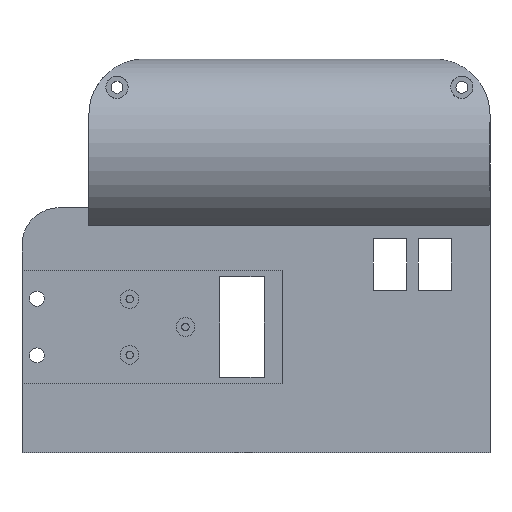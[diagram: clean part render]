
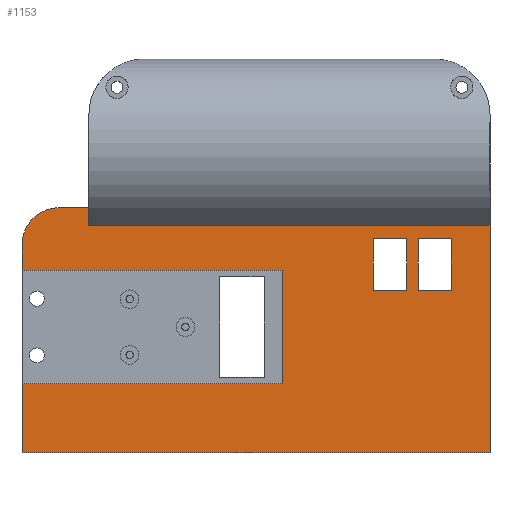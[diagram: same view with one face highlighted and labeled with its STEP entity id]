
A CAD part, front view. The second image highlights one B-rep face of the part: STEP entity #1153.
In plain terms, the highlighted planar face has unit normal (0, -1, 0).
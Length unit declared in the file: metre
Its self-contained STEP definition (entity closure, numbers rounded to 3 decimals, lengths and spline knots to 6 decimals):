
#72=CIRCLE('',#1257,0.01);
#166=ORIENTED_EDGE('',*,*,#451,.T.);
#167=ORIENTED_EDGE('',*,*,#459,.T.);
#168=ORIENTED_EDGE('',*,*,#456,.F.);
#169=ORIENTED_EDGE('',*,*,#453,.F.);
#170=ORIENTED_EDGE('',*,*,#472,.F.);
#171=ORIENTED_EDGE('',*,*,#473,.T.);
#172=ORIENTED_EDGE('',*,*,#474,.F.);
#173=ORIENTED_EDGE('',*,*,#475,.F.);
#174=ORIENTED_EDGE('',*,*,#476,.F.);
#175=ORIENTED_EDGE('',*,*,#477,.T.);
#176=ORIENTED_EDGE('',*,*,#478,.T.);
#177=ORIENTED_EDGE('',*,*,#479,.F.);
#178=ORIENTED_EDGE('',*,*,#480,.T.);
#179=ORIENTED_EDGE('',*,*,#481,.T.);
#180=ORIENTED_EDGE('',*,*,#482,.T.);
#181=ORIENTED_EDGE('',*,*,#463,.T.);
#182=ORIENTED_EDGE('',*,*,#471,.T.);
#183=ORIENTED_EDGE('',*,*,#468,.F.);
#184=ORIENTED_EDGE('',*,*,#465,.F.);
#451=EDGE_CURVE('',#606,#608,#701,.T.);
#453=EDGE_CURVE('',#606,#610,#703,.T.);
#456=EDGE_CURVE('',#610,#612,#706,.T.);
#459=EDGE_CURVE('',#608,#612,#709,.T.);
#463=EDGE_CURVE('',#614,#616,#713,.T.);
#465=EDGE_CURVE('',#614,#618,#715,.T.);
#468=EDGE_CURVE('',#618,#620,#718,.T.);
#471=EDGE_CURVE('',#616,#620,#721,.T.);
#472=EDGE_CURVE('',#621,#622,#722,.T.);
#473=EDGE_CURVE('',#621,#623,#723,.T.);
#474=EDGE_CURVE('',#624,#623,#724,.T.);
#475=EDGE_CURVE('',#625,#624,#725,.T.);
#476=EDGE_CURVE('',#626,#625,#726,.T.);
#477=EDGE_CURVE('',#626,#627,#72,.F.);
#478=EDGE_CURVE('',#627,#628,#727,.T.);
#479=EDGE_CURVE('',#629,#628,#728,.T.);
#480=EDGE_CURVE('',#629,#630,#729,.T.);
#481=EDGE_CURVE('',#630,#631,#730,.T.);
#482=EDGE_CURVE('',#631,#622,#731,.T.);
#606=VERTEX_POINT('',#1757);
#608=VERTEX_POINT('',#1761);
#610=VERTEX_POINT('',#1767);
#612=VERTEX_POINT('',#1773);
#614=VERTEX_POINT('',#1781);
#616=VERTEX_POINT('',#1785);
#618=VERTEX_POINT('',#1791);
#620=VERTEX_POINT('',#1797);
#621=VERTEX_POINT('',#1804);
#622=VERTEX_POINT('',#1805);
#623=VERTEX_POINT('',#1807);
#624=VERTEX_POINT('',#1809);
#625=VERTEX_POINT('',#1811);
#626=VERTEX_POINT('',#1813);
#627=VERTEX_POINT('',#1815);
#628=VERTEX_POINT('',#1817);
#629=VERTEX_POINT('',#1819);
#630=VERTEX_POINT('',#1821);
#631=VERTEX_POINT('',#1823);
#701=LINE('',#1762,#800);
#703=LINE('',#1766,#802);
#706=LINE('',#1772,#805);
#709=LINE('',#1777,#808);
#713=LINE('',#1786,#812);
#715=LINE('',#1790,#814);
#718=LINE('',#1796,#817);
#721=LINE('',#1801,#820);
#722=LINE('',#1803,#821);
#723=LINE('',#1806,#822);
#724=LINE('',#1808,#823);
#725=LINE('',#1810,#824);
#726=LINE('',#1812,#825);
#727=LINE('',#1816,#826);
#728=LINE('',#1818,#827);
#729=LINE('',#1820,#828);
#730=LINE('',#1822,#829);
#731=LINE('',#1824,#830);
#800=VECTOR('',#1408,1.);
#802=VECTOR('',#1412,1.);
#805=VECTOR('',#1417,1.);
#808=VECTOR('',#1422,1.);
#812=VECTOR('',#1428,1.);
#814=VECTOR('',#1432,1.);
#817=VECTOR('',#1437,1.);
#820=VECTOR('',#1442,1.);
#821=VECTOR('',#1445,1.);
#822=VECTOR('',#1446,1.);
#823=VECTOR('',#1447,1.);
#824=VECTOR('',#1448,1.);
#825=VECTOR('',#1449,1.);
#826=VECTOR('',#1452,1.);
#827=VECTOR('',#1453,1.);
#828=VECTOR('',#1454,1.);
#829=VECTOR('',#1455,1.);
#830=VECTOR('',#1456,1.);
#894=EDGE_LOOP('',(#166,#167,#168,#169));
#895=EDGE_LOOP('',(#170,#171,#172,#173,#174,#175,#176,#177,#178,#179,#180));
#896=EDGE_LOOP('',(#181,#182,#183,#184));
#1005=FACE_BOUND('',#894,.T.);
#1006=FACE_BOUND('',#895,.T.);
#1007=FACE_BOUND('',#896,.T.);
#1109=PLANE('',#1256);
#1153=ADVANCED_FACE('',(#1005,#1006,#1007),#1109,.F.);
#1256=AXIS2_PLACEMENT_3D('',#1802,#1443,#1444);
#1257=AXIS2_PLACEMENT_3D('',#1814,#1450,#1451);
#1408=DIRECTION('',(-1.,0.,0.));
#1412=DIRECTION('',(0.,0.,1.));
#1417=DIRECTION('',(-1.,0.,0.));
#1422=DIRECTION('',(0.,0.,1.));
#1428=DIRECTION('',(-1.,0.,0.));
#1432=DIRECTION('',(0.,0.,1.));
#1437=DIRECTION('',(-1.,0.,0.));
#1442=DIRECTION('',(0.,0.,1.));
#1443=DIRECTION('',(0.,1.,0.));
#1444=DIRECTION('',(-1.,0.,0.));
#1445=DIRECTION('',(-1.,0.,0.));
#1446=DIRECTION('',(0.,0.,1.));
#1447=DIRECTION('',(1.,0.,0.));
#1448=DIRECTION('',(0.,0.,-1.));
#1449=DIRECTION('',(1.,0.,0.));
#1450=DIRECTION('',(0.,1.,0.));
#1451=DIRECTION('',(-1.,0.,0.));
#1452=DIRECTION('',(0.,0.,-1.));
#1453=DIRECTION('',(-1.,0.,0.));
#1454=DIRECTION('',(0.,0.,-1.));
#1455=DIRECTION('',(-1.,0.,0.));
#1456=DIRECTION('',(0.,0.,-1.));
#1757=CARTESIAN_POINT('',(0.028123,-0.0229,0.196359));
#1761=CARTESIAN_POINT('',(0.019123,-0.0229,0.196359));
#1762=CARTESIAN_POINT('',(0.023623,-0.0229,0.196359));
#1766=CARTESIAN_POINT('',(0.028123,-0.0229,0.203359));
#1767=CARTESIAN_POINT('',(0.028123,-0.0229,0.210359));
#1772=CARTESIAN_POINT('',(0.023623,-0.0229,0.210359));
#1773=CARTESIAN_POINT('',(0.019123,-0.0229,0.210359));
#1777=CARTESIAN_POINT('',(0.019123,-0.0229,0.203359));
#1781=CARTESIAN_POINT('',(0.040123,-0.0229,0.196359));
#1785=CARTESIAN_POINT('',(0.031123,-0.0229,0.196359));
#1786=CARTESIAN_POINT('',(0.035623,-0.0229,0.196359));
#1790=CARTESIAN_POINT('',(0.040123,-0.0229,0.203359));
#1791=CARTESIAN_POINT('',(0.040123,-0.0229,0.210359));
#1796=CARTESIAN_POINT('',(0.035623,-0.0229,0.210359));
#1797=CARTESIAN_POINT('',(0.031123,-0.0229,0.210359));
#1801=CARTESIAN_POINT('',(0.031123,-0.0229,0.203359));
#1802=CARTESIAN_POINT('',(-0.464852,-0.0229,0.182276));
#1803=CARTESIAN_POINT('',(-0.01251,-0.0229,0.152659));
#1804=CARTESIAN_POINT('',(0.05049,-0.0229,0.152659));
#1805=CARTESIAN_POINT('',(-0.07551,-0.0229,0.152659));
#1806=CARTESIAN_POINT('',(0.05049,-0.0229,0.182276));
#1807=CARTESIAN_POINT('',(0.05049,-0.0229,0.213893));
#1808=CARTESIAN_POINT('',(-0.464852,-0.0229,0.213893));
#1809=CARTESIAN_POINT('',(-0.05751,-0.0229,0.213893));
#1810=CARTESIAN_POINT('',(-0.05751,-0.0229,-0.000195));
#1811=CARTESIAN_POINT('',(-0.05751,-0.0229,0.218659));
#1812=CARTESIAN_POINT('',(-0.06651,-0.0229,0.218659));
#1813=CARTESIAN_POINT('',(-0.06551,-0.0229,0.218659));
#1814=CARTESIAN_POINT('',(-0.06551,-0.0229,0.208659));
#1815=CARTESIAN_POINT('',(-0.07551,-0.0229,0.208659));
#1816=CARTESIAN_POINT('',(-0.07551,-0.0229,0.184659));
#1817=CARTESIAN_POINT('',(-0.07551,-0.0229,0.201791));
#1818=CARTESIAN_POINT('',(-0.00551,-0.0229,0.201791));
#1819=CARTESIAN_POINT('',(-0.00551,-0.0229,0.201791));
#1820=CARTESIAN_POINT('',(-0.00551,-0.0229,0.179659));
#1821=CARTESIAN_POINT('',(-0.00551,-0.0229,0.171291));
#1822=CARTESIAN_POINT('',(-0.00551,-0.0229,0.171291));
#1823=CARTESIAN_POINT('',(-0.07551,-0.0229,0.171291));
#1824=CARTESIAN_POINT('',(-0.07551,-0.0229,0.184659));
